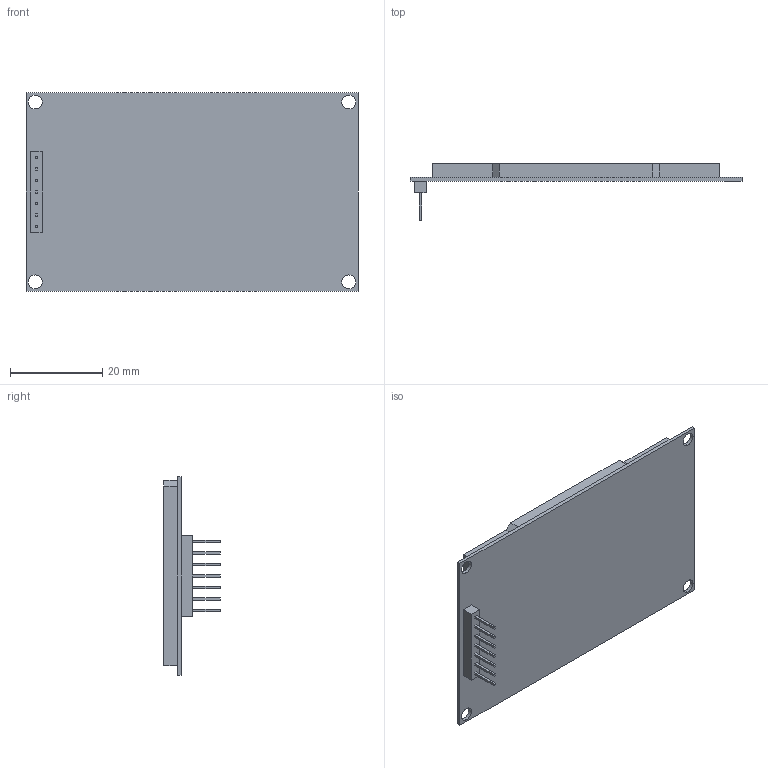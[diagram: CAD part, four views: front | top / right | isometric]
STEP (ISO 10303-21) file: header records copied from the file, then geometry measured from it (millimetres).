
FILE_DESCRIPTION (( 'STEP AP214' ), '1' );
FILE_NAME ('screen.STEP', '2022-11-01T01:20:15', ( '' ), ( '' ), 'SwSTEP 2.0', 'SolidWorks 2018', '' );
FILE_SCHEMA (( 'AUTOMOTIVE_DESIGN' ));
Length unit declared in the file: millimetre
Products named in the file (1): screen
Bounding box: 72 x 12.3 x 43 mm (x, y, z)
Volume: 9641 mm3; surface area: 7178.3 mm2
Topology: 1 solids, 1 shells, 68 faces, 168 edges, 112 vertices
Faces by surface type: plane 60, cylinder 8
Entity records: 2478 total; most frequent: CARTESIAN_POINT 349, ORIENTED_EDGE 336, DIRECTION 322, EDGE_CURVE 168, LINE 152, VECTOR 152, VERTEX_POINT 112, EDGE_LOOP 86
